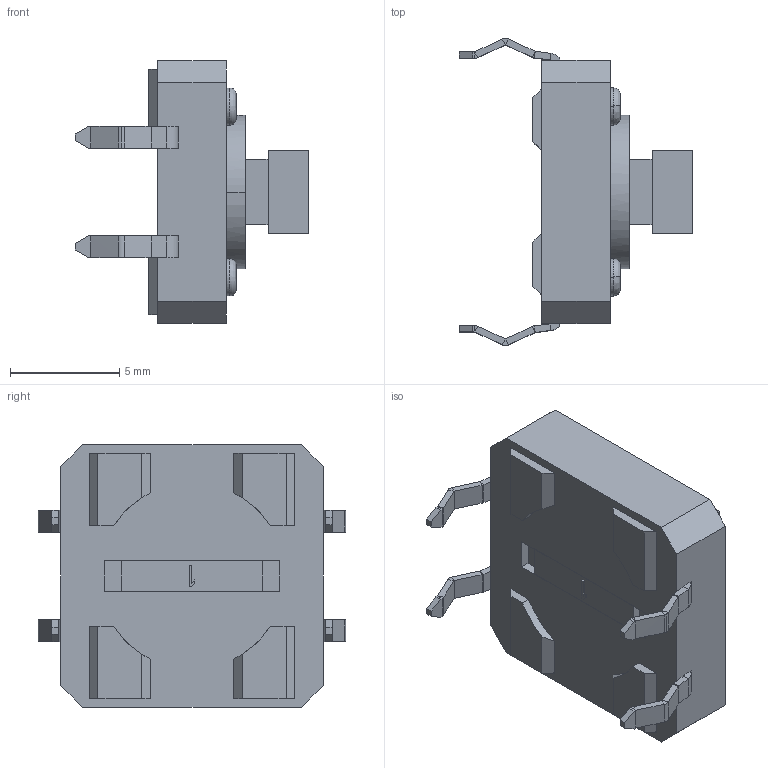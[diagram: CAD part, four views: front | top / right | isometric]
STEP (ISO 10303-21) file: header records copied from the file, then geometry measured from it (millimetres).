
FILE_DESCRIPTION (( 'STEP AP203' ), '1' );
FILE_NAME ('TS-1003T.STEP', '2020-05-27T10:13:30', ( '' ), ( '' ), 'SwSTEP 2.0', 'SolidWorks 2019', '' );
FILE_SCHEMA (( 'CONFIG_CONTROL_DESIGN' ));
Length unit declared in the file: millimetre
Products named in the file (1): TS-1003T
Bounding box: 10.65 x 14.03 x 12 mm (x, y, z)
Surface area: 1301.9 mm2 (no closed solid volume)
Topology: 0 solids, 90 shells, 515 faces, 1645 edges, 1230 vertices
Faces by surface type: bspline 515
Entity records: 18787 total; most frequent: CARTESIAN_POINT 9699, ORIENTED_EDGE 2588, EDGE_CURVE 1641, B_SPLINE_CURVE_WITH_KNOTS 1399, VERTEX_POINT 1230, EDGE_LOOP 570, FACE_OUTER_BOUND 515, ADVANCED_FACE 515
